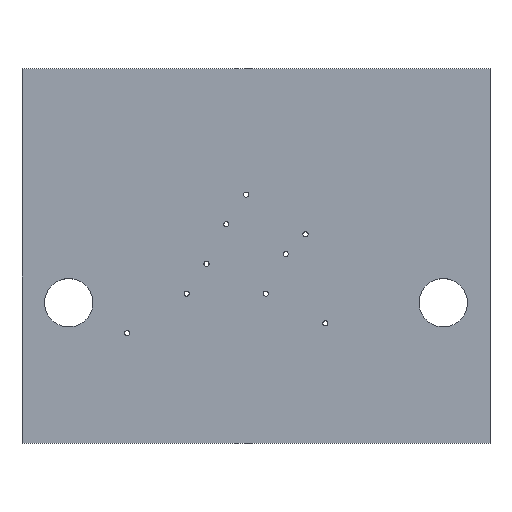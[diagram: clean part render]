
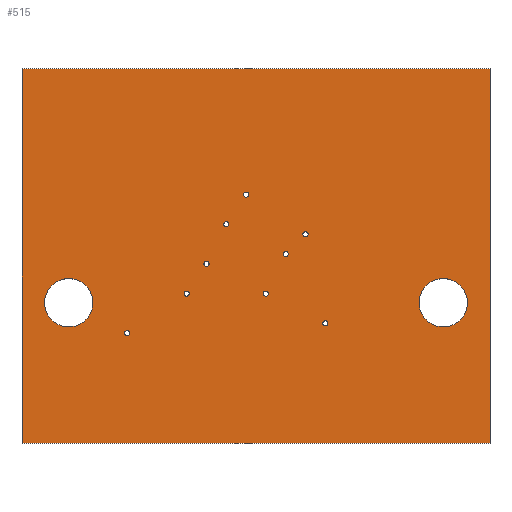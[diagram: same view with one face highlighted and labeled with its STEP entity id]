
A CAD part, top view. The second image highlights one B-rep face of the part: STEP entity #515.
In plain terms, the highlighted planar face has unit normal (0, 0, 1).
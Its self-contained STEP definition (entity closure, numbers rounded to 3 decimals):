
#33 = VERTEX_POINT('',#34);
#34 = CARTESIAN_POINT('',(-15.,-4.,0.));
#51 = VERTEX_POINT('',#52);
#52 = CARTESIAN_POINT('',(-15.,-28.,0.));
#58 = EDGE_CURVE('',#33,#51,#59,.T.);
#59 = LINE('',#60,#61);
#60 = CARTESIAN_POINT('',(-15.,-4.,0.));
#61 = VECTOR('',#62,1.);
#62 = DIRECTION('',(0.,-1.,0.));
#82 = VERTEX_POINT('',#83);
#83 = CARTESIAN_POINT('',(15.,-28.,0.));
#89 = EDGE_CURVE('',#51,#82,#90,.T.);
#90 = LINE('',#91,#92);
#91 = CARTESIAN_POINT('',(-15.,-28.,0.));
#92 = VECTOR('',#93,1.);
#93 = DIRECTION('',(1.,0.,0.));
#113 = VERTEX_POINT('',#114);
#114 = CARTESIAN_POINT('',(15.,-4.,0.));
#120 = EDGE_CURVE('',#82,#113,#121,.T.);
#121 = LINE('',#122,#123);
#122 = CARTESIAN_POINT('',(15.,-28.,0.));
#123 = VECTOR('',#124,1.);
#124 = DIRECTION('',(0.,1.,0.));
#142 = EDGE_CURVE('',#113,#33,#143,.T.);
#143 = LINE('',#144,#145);
#144 = CARTESIAN_POINT('',(15.,-4.,0.));
#145 = VECTOR('',#146,1.);
#146 = DIRECTION('',(-1.,0.,0.));
#157 = VERTEX_POINT('',#158);
#158 = CARTESIAN_POINT('',(13.55,-19.,0.));
#174 = EDGE_CURVE('',#157,#157,#175,.T.);
#175 = CIRCLE('',#176,1.55);
#176 = AXIS2_PLACEMENT_3D('',#177,#178,#179);
#177 = CARTESIAN_POINT('',(12.,-19.,0.));
#178 = DIRECTION('',(0.,0.,-1.));
#179 = DIRECTION('',(1.,0.,0.));
#190 = VERTEX_POINT('',#191);
#191 = CARTESIAN_POINT('',(-10.45,-19.,0.));
#207 = EDGE_CURVE('',#190,#190,#208,.T.);
#208 = CIRCLE('',#209,1.55);
#209 = AXIS2_PLACEMENT_3D('',#210,#211,#212);
#210 = CARTESIAN_POINT('',(-12.,-19.,0.));
#211 = DIRECTION('',(0.,0.,-1.));
#212 = DIRECTION('',(1.,0.,0.));
#223 = VERTEX_POINT('',#224);
#224 = CARTESIAN_POINT('',(3.34,-14.605,0.));
#240 = EDGE_CURVE('',#223,#223,#241,.T.);
#241 = CIRCLE('',#242,0.165);
#242 = AXIS2_PLACEMENT_3D('',#243,#244,#245);
#243 = CARTESIAN_POINT('',(3.175,-14.605,0.));
#244 = DIRECTION('',(0.,0.,-1.));
#245 = DIRECTION('',(1.,0.,0.));
#256 = VERTEX_POINT('',#257);
#257 = CARTESIAN_POINT('',(0.8,-18.415,0.));
#273 = EDGE_CURVE('',#256,#256,#274,.T.);
#274 = CIRCLE('',#275,0.165);
#275 = AXIS2_PLACEMENT_3D('',#276,#277,#278);
#276 = CARTESIAN_POINT('',(0.635,-18.415,0.));
#277 = DIRECTION('',(0.,0.,-1.));
#278 = DIRECTION('',(1.,0.,0.));
#289 = VERTEX_POINT('',#290);
#290 = CARTESIAN_POINT('',(2.07,-15.875,0.));
#306 = EDGE_CURVE('',#289,#289,#307,.T.);
#307 = CIRCLE('',#308,0.165);
#308 = AXIS2_PLACEMENT_3D('',#309,#310,#311);
#309 = CARTESIAN_POINT('',(1.905,-15.875,0.));
#310 = DIRECTION('',(0.,0.,-1.));
#311 = DIRECTION('',(1.,0.,0.));
#322 = VERTEX_POINT('',#323);
#323 = CARTESIAN_POINT('',(-4.28,-18.415,0.));
#339 = EDGE_CURVE('',#322,#322,#340,.T.);
#340 = CIRCLE('',#341,0.165);
#341 = AXIS2_PLACEMENT_3D('',#342,#343,#344);
#342 = CARTESIAN_POINT('',(-4.445,-18.415,0.));
#343 = DIRECTION('',(0.,0.,-1.));
#344 = DIRECTION('',(1.,0.,0.));
#355 = VERTEX_POINT('',#356);
#356 = CARTESIAN_POINT('',(4.61,-20.32,0.));
#372 = EDGE_CURVE('',#355,#355,#373,.T.);
#373 = CIRCLE('',#374,0.165);
#374 = AXIS2_PLACEMENT_3D('',#375,#376,#377);
#375 = CARTESIAN_POINT('',(4.445,-20.32,0.));
#376 = DIRECTION('',(0.,0.,-1.));
#377 = DIRECTION('',(1.,0.,0.));
#388 = VERTEX_POINT('',#389);
#389 = CARTESIAN_POINT('',(-3.01,-16.51,0.));
#405 = EDGE_CURVE('',#388,#388,#406,.T.);
#406 = CIRCLE('',#407,0.165);
#407 = AXIS2_PLACEMENT_3D('',#408,#409,#410);
#408 = CARTESIAN_POINT('',(-3.175,-16.51,0.));
#409 = DIRECTION('',(0.,0.,-1.));
#410 = DIRECTION('',(1.,0.,0.));
#421 = VERTEX_POINT('',#422);
#422 = CARTESIAN_POINT('',(-8.09,-20.955,0.));
#438 = EDGE_CURVE('',#421,#421,#439,.T.);
#439 = CIRCLE('',#440,0.165);
#440 = AXIS2_PLACEMENT_3D('',#441,#442,#443);
#441 = CARTESIAN_POINT('',(-8.255,-20.955,0.));
#442 = DIRECTION('',(0.,0.,-1.));
#443 = DIRECTION('',(1.,0.,0.));
#454 = VERTEX_POINT('',#455);
#455 = CARTESIAN_POINT('',(-0.47,-12.065,0.));
#471 = EDGE_CURVE('',#454,#454,#472,.T.);
#472 = CIRCLE('',#473,0.165);
#473 = AXIS2_PLACEMENT_3D('',#474,#475,#476);
#474 = CARTESIAN_POINT('',(-0.635,-12.065,0.));
#475 = DIRECTION('',(0.,0.,-1.));
#476 = DIRECTION('',(1.,0.,0.));
#487 = VERTEX_POINT('',#488);
#488 = CARTESIAN_POINT('',(-1.74,-13.97,0.));
#504 = EDGE_CURVE('',#487,#487,#505,.T.);
#505 = CIRCLE('',#506,0.165);
#506 = AXIS2_PLACEMENT_3D('',#507,#508,#509);
#507 = CARTESIAN_POINT('',(-1.905,-13.97,0.));
#508 = DIRECTION('',(0.,0.,-1.));
#509 = DIRECTION('',(1.,0.,0.));
#515 = ADVANCED_FACE('',(#516,#522,#525,#528,#531,#534,#537,#540,#543,
    #546,#549,#552),#555,.F.);
#516 = FACE_BOUND('',#517,.T.);
#517 = EDGE_LOOP('',(#518,#519,#520,#521));
#518 = ORIENTED_EDGE('',*,*,#58,.T.);
#519 = ORIENTED_EDGE('',*,*,#89,.T.);
#520 = ORIENTED_EDGE('',*,*,#120,.T.);
#521 = ORIENTED_EDGE('',*,*,#142,.T.);
#522 = FACE_BOUND('',#523,.T.);
#523 = EDGE_LOOP('',(#524));
#524 = ORIENTED_EDGE('',*,*,#174,.T.);
#525 = FACE_BOUND('',#526,.T.);
#526 = EDGE_LOOP('',(#527));
#527 = ORIENTED_EDGE('',*,*,#207,.T.);
#528 = FACE_BOUND('',#529,.T.);
#529 = EDGE_LOOP('',(#530));
#530 = ORIENTED_EDGE('',*,*,#240,.T.);
#531 = FACE_BOUND('',#532,.T.);
#532 = EDGE_LOOP('',(#533));
#533 = ORIENTED_EDGE('',*,*,#273,.T.);
#534 = FACE_BOUND('',#535,.T.);
#535 = EDGE_LOOP('',(#536));
#536 = ORIENTED_EDGE('',*,*,#306,.T.);
#537 = FACE_BOUND('',#538,.T.);
#538 = EDGE_LOOP('',(#539));
#539 = ORIENTED_EDGE('',*,*,#339,.T.);
#540 = FACE_BOUND('',#541,.T.);
#541 = EDGE_LOOP('',(#542));
#542 = ORIENTED_EDGE('',*,*,#372,.T.);
#543 = FACE_BOUND('',#544,.T.);
#544 = EDGE_LOOP('',(#545));
#545 = ORIENTED_EDGE('',*,*,#405,.T.);
#546 = FACE_BOUND('',#547,.T.);
#547 = EDGE_LOOP('',(#548));
#548 = ORIENTED_EDGE('',*,*,#438,.T.);
#549 = FACE_BOUND('',#550,.T.);
#550 = EDGE_LOOP('',(#551));
#551 = ORIENTED_EDGE('',*,*,#471,.T.);
#552 = FACE_BOUND('',#553,.T.);
#553 = EDGE_LOOP('',(#554));
#554 = ORIENTED_EDGE('',*,*,#504,.T.);
#555 = PLANE('',#556);
#556 = AXIS2_PLACEMENT_3D('',#557,#558,#559);
#557 = CARTESIAN_POINT('',(-15.,-4.,0.));
#558 = DIRECTION('',(0.,0.,-1.));
#559 = DIRECTION('',(-1.,0.,0.));
